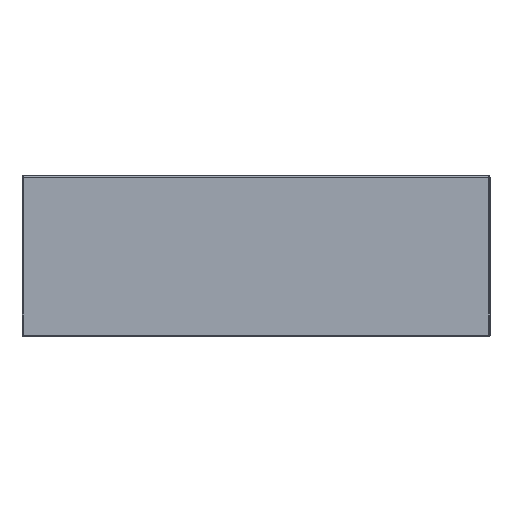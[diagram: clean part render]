
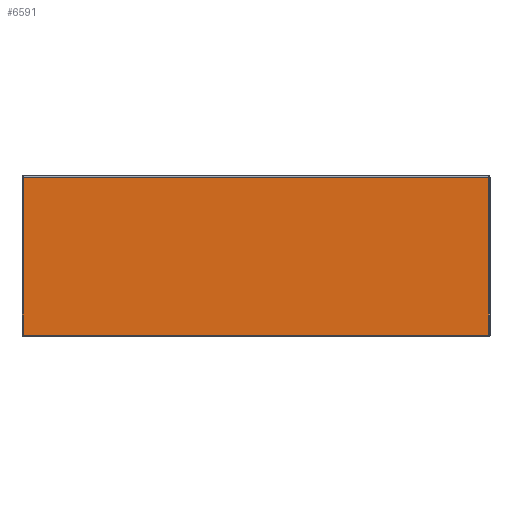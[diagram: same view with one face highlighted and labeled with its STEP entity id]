
A CAD part, left-side view. The second image highlights one B-rep face of the part: STEP entity #6591.
In plain terms, the highlighted planar face has unit normal (-1, 0, 0).
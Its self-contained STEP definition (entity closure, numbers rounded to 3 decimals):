
#2967 = VERTEX_POINT('',#2968);
#2968 = CARTESIAN_POINT('',(-1.6,0.795,0.545));
#2977 = VERTEX_POINT('',#2978);
#2978 = CARTESIAN_POINT('',(-1.6,0.795,0.005));
#2985 = EDGE_CURVE('',#2967,#2977,#2986,.T.);
#2986 = LINE('',#2987,#2988);
#2987 = CARTESIAN_POINT('',(-1.6,0.795,0.275));
#2988 = VECTOR('',#2989,1.);
#2989 = DIRECTION('',(0.,0.,-1.));
#3018 = VERTEX_POINT('',#3019);
#3019 = CARTESIAN_POINT('',(-1.6,-0.795,0.005));
#3026 = EDGE_CURVE('',#3018,#2977,#3027,.T.);
#3027 = LINE('',#3028,#3029);
#3028 = CARTESIAN_POINT('',(-1.6,-0.8,0.005));
#3029 = VECTOR('',#3030,1.);
#3030 = DIRECTION('',(0.,1.,0.));
#3108 = VERTEX_POINT('',#3109);
#3109 = CARTESIAN_POINT('',(-1.6,-0.795,0.545));
#3116 = EDGE_CURVE('',#3108,#3018,#3117,.T.);
#3117 = LINE('',#3118,#3119);
#3118 = CARTESIAN_POINT('',(-1.6,-0.795,0.275));
#3119 = VECTOR('',#3120,1.);
#3120 = DIRECTION('',(0.,0.,-1.));
#6591 = ADVANCED_FACE('',(#6592),#6603,.T.);
#6592 = FACE_BOUND('',#6593,.T.);
#6593 = EDGE_LOOP('',(#6594,#6595,#6596,#6597));
#6594 = ORIENTED_EDGE('',*,*,#2985,.T.);
#6595 = ORIENTED_EDGE('',*,*,#3026,.F.);
#6596 = ORIENTED_EDGE('',*,*,#3116,.F.);
#6597 = ORIENTED_EDGE('',*,*,#6598,.T.);
#6598 = EDGE_CURVE('',#3108,#2967,#6599,.T.);
#6599 = LINE('',#6600,#6601);
#6600 = CARTESIAN_POINT('',(-1.6,-0.8,0.545));
#6601 = VECTOR('',#6602,1.);
#6602 = DIRECTION('',(0.,1.,0.));
#6603 = PLANE('',#6604);
#6604 = AXIS2_PLACEMENT_3D('',#6605,#6606,#6607);
#6605 = CARTESIAN_POINT('',(-1.6,-0.8,0.275));
#6606 = DIRECTION('',(-1.,0.,0.));
#6607 = DIRECTION('',(0.,0.,1.));
